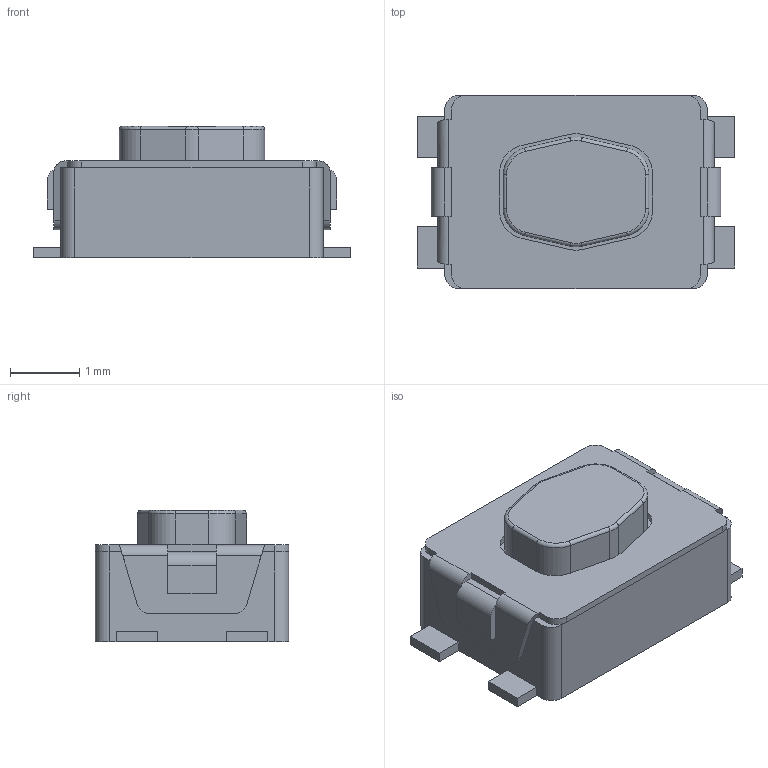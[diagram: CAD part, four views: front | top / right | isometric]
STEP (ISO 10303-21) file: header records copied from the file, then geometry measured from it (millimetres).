
FILE_DESCRIPTION(/* description */ ('model of SW_Push_1P1T_NO_CK_KMR2'),/* implementation_level */ '2;1');
FILE_NAME(/* name */ 'SW_Push_1P1T_NO_CK_KMR2.step',/* time_stamp */ '2020-10-28T17:48:18',/* author */ ('kicad StepUp','ksu'),/* organization */ ('FreeCAD'),/* preprocessor_version */ 'OCC',/* originating_system */ 'kicad StepUp',/* authorisation */ '');
FILE_SCHEMA(('AUTOMOTIVE_DESIGN { 1 0 10303 214 1 1 1 1 }'));
Length unit declared in the file: millimetre
Products named in the file (1): SW_Push_1P1T_NO_CK_KMR2
Bounding box: 4.6 x 2.8 x 1.9 mm (x, y, z)
Volume: 16.7 mm3; surface area: 47.2 mm2
Topology: 1 solids, 1 shells, 120 faces, 324 edges, 208 vertices
Faces by surface type: plane 78, cylinder 36, torus 6
Entity records: 4596 total; most frequent: CARTESIAN_POINT 653, DIRECTION 652, ORIENTED_EDGE 648, EDGE_CURVE 324, LINE 238, VECTOR 238, VERTEX_POINT 208, AXIS2_PLACEMENT_3D 207
